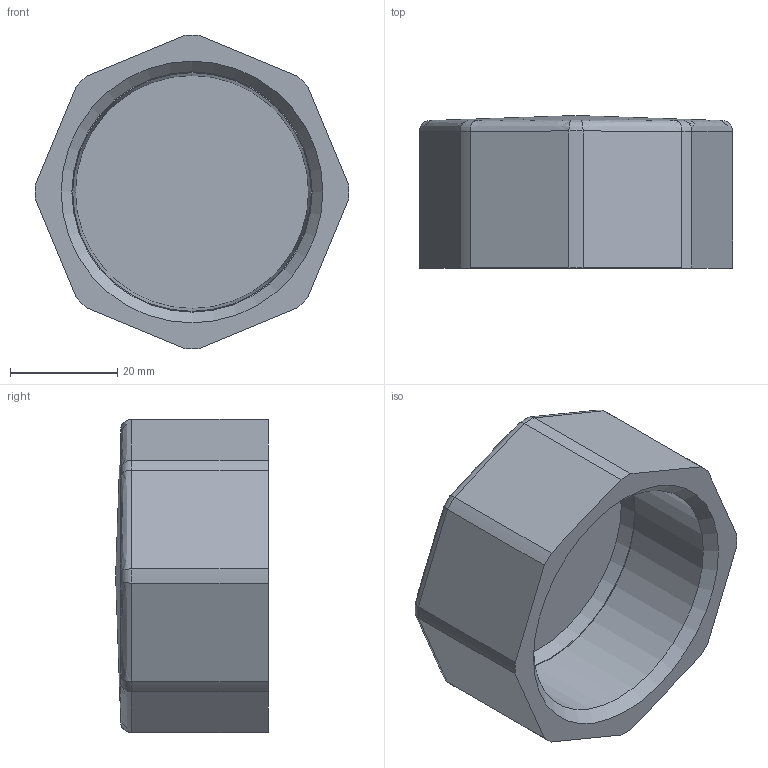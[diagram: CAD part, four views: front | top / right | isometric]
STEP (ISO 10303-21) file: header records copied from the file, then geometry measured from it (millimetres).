
FILE_DESCRIPTION(/* description */ (''),/* implementation_level */ '2;1');
FILE_NAME(/* name */ 'vk_112_st-la.stp',/* time_stamp */ '2016-09-13T15:20:28+02:00',/* author */ ('leitheußer'),/* organization */ (''),/* preprocessor_version */ 'ST-DEVELOPER v15.6',/* originating_system */ 'Autodesk Inventor LT ',/* authorisation */ '');
FILE_SCHEMA (('AUTOMOTIVE_DESIGN { 1 0 10303 214 3 1 1 }'));
Length unit declared in the file: millimetre
Products named in the file (1): Bauteil59
Bounding box: 58.49 x 28.5 x 58.49 mm (x, y, z)
Volume: 33068.1 mm3; surface area: 12834.1 mm2
Topology: 1 solids, 1 shells, 39 faces, 106 edges, 70 vertices
Faces by surface type: plane 11, cylinder 9, bspline 8, torus 8, cone 3
Full cylindrical faces by diameter (mm): 44.845 x1
Entity records: 1596 total; most frequent: CARTESIAN_POINT 698, ORIENTED_EDGE 202, DIRECTION 146, EDGE_CURVE 101, VERTEX_POINT 69, AXIS2_PLACEMENT_3D 61, B_SPLINE_CURVE_WITH_KNOTS 48, EDGE_LOOP 44
